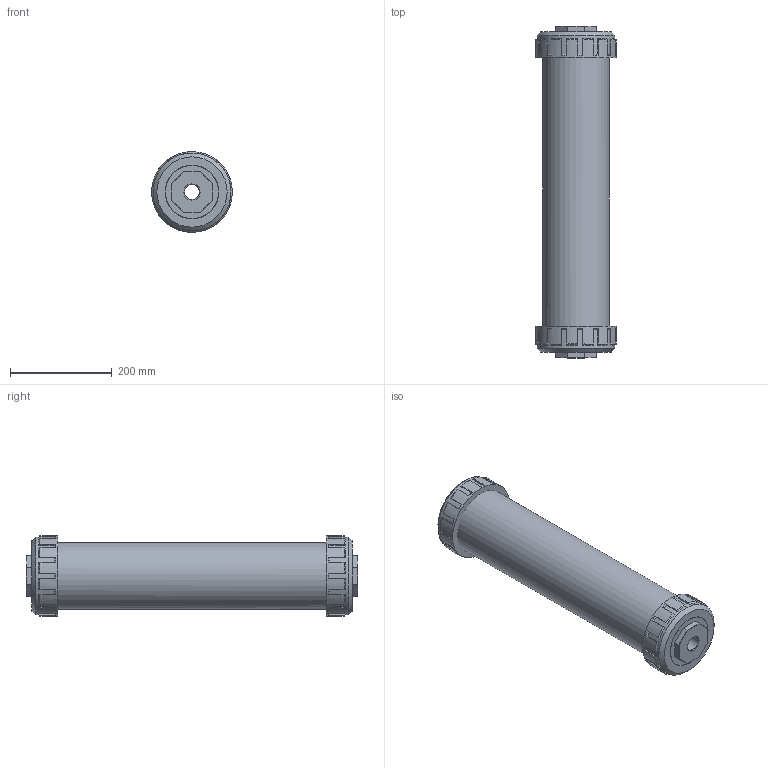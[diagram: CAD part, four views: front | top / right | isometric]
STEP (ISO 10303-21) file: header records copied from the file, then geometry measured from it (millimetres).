
FILE_DESCRIPTION((''),'2;1');
FILE_NAME('CVG-4000-SS-10N_R2.iam.stp','2016-10-28T12:28:47',(''),(''),'Autodesk Inventor 2009','Autodesk Inventor 2009','');
FILE_SCHEMA(('AUTOMOTIVE_DESIGN { 1 0 10303 214 1 1 1 1 }'));
Length unit declared in the file: inch
Products named in the file (5): CVG-4000-SS-10N_R2; CVG-3-4000-METAL-NPT-10_R4; CVG-6-4000; CVG-1-4000-A_R0; CVG-2-4000_R5
Assembly tree (6 placements, depth 2):
  CVG-4000-SS-10N_R2
    CVG-3-4000-METAL-NPT-10_R4  x2
    CVG-6-4000  x2
    CVG-1-4000-A_R0
    CVG-2-4000_R5
Bounding box: 158.73 x 654.05 x 158.67 mm (x, y, z)
Volume: 3662764 mm3; surface area: 1139725.7 mm2
Topology: 6 solids, 6 shells, 307 faces, 738 edges, 465 vertices
Faces by surface type: plane 98, cylinder 75, bspline 68, cone 66
Full cylindrical faces by diameter (mm): 29.369 x2, 29.388 x2, 97.358 x2, 102.438 x2, 104.14 x2, 105.004 x1, 105.41 x2, 114.3 x2, 114.605 x2, 115.011 x1, 115.316 x2, 118.11 x4, 118.923 x1, 124.46 x2, 125.298 x16, 132.105 x24, 153.67 x2, 158.75 x2
Entity records: 10282 total; most frequent: CARTESIAN_POINT 6714, DIRECTION 698, ORIENTED_EDGE 644, EDGE_CURVE 322, AXIS2_PLACEMENT_3D 265, VERTEX_POINT 234, EDGE_LOOP 228, VECTOR 168
